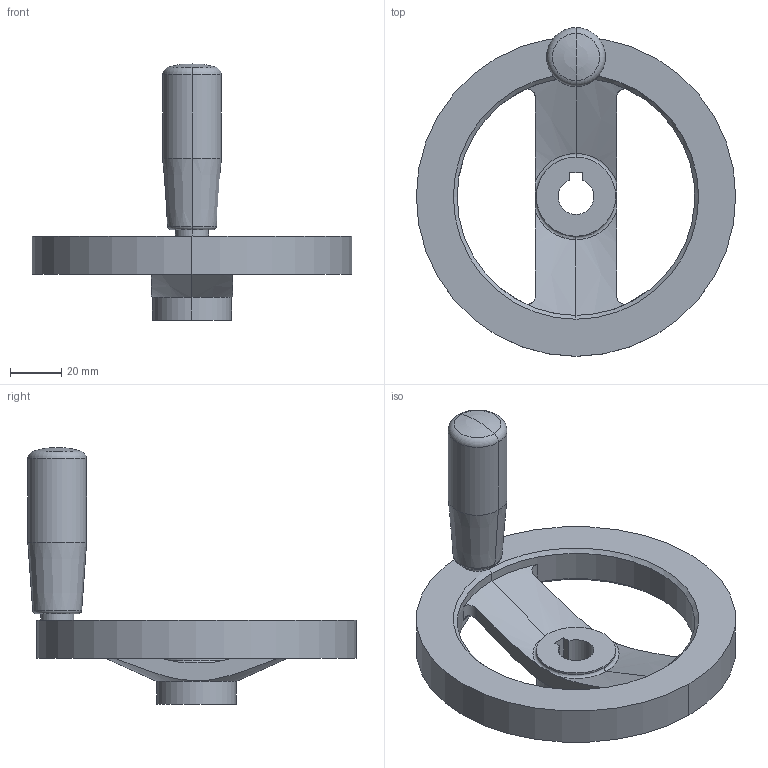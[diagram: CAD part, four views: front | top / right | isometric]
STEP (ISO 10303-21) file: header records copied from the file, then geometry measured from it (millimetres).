
FILE_DESCRIPTION(('STEP AP214'),'1');
FILE_NAME(' ',' ',('TraceParts'),('TraceParts S.A.'),'XStep 1.0',' ',' ');
FILE_SCHEMA(('automotive_design'));
Length unit declared in the file: millimetre
Products named in the file (1): 1
Bounding box: 125 x 128.5 x 100.5 mm (x, y, z)
Volume: 129982.9 mm3; surface area: 33952.6 mm2
Topology: 1 solids, 1 shells, 52 faces, 131 edges, 78 vertices
Faces by surface type: cylinder 18, cone 12, torus 10, plane 10, sphere 2
Entity records: 3252 total; most frequent: CARTESIAN_POINT 524, DIRECTION 281, STYLED_ITEM 260, PRESENTATION_STYLE_ASSIGNMENT 260, COLOUR_RGB 260, ORIENTED_EDGE 258, EDGE_CURVE 129, CURVE_STYLE 129
